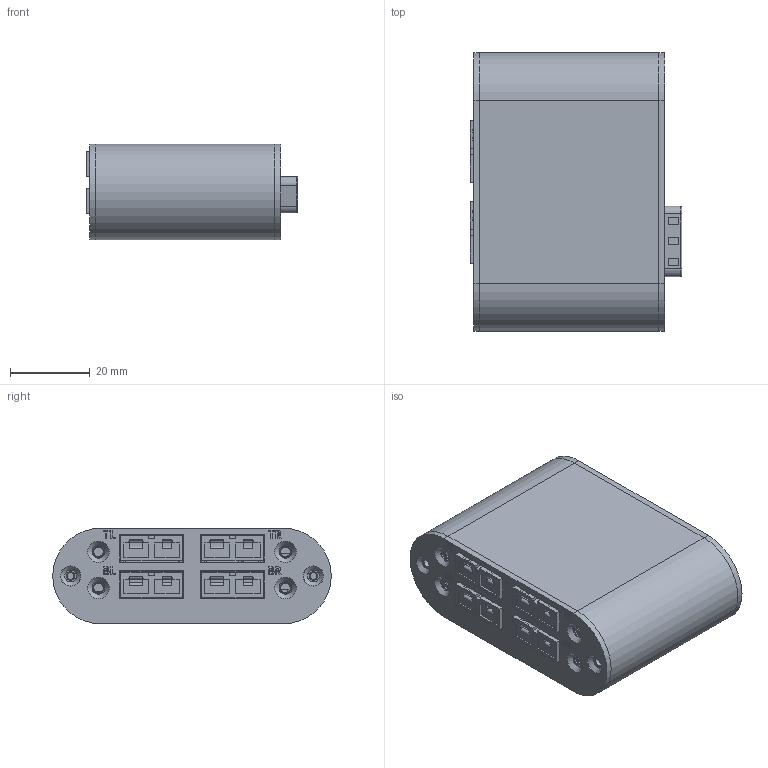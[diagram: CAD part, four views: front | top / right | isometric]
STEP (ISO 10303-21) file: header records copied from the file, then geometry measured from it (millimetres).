
FILE_DESCRIPTION(/* description */ (''),/* implementation_level */ '2;1');
FILE_NAME(/* name */ 'thermocouple v31.step',/* time_stamp */ '2021-04-15T12:47:34+02:00',/* author */ (''),/* organization */ (''),/* preprocessor_version */ 'ST-DEVELOPER v18.1',/* originating_system */ 'Autodesk Translation Framework v10.6.0.1341',/* authorisation */ '');
FILE_SCHEMA (('AUTOMOTIVE_DESIGN { 1 0 10303 214 3 1 1 }'));
Products named in the file (21): thermocouple; module_enclosure; enclosure; front; end_plate_screw_CSPCSZ-ST-M2_5-8_203; base_pcb; base v2; PCB Component; M09_190-009-163R001; USB-MINI-SMD-HOLES; LED_APDA1806; SWITCH_SPDT_SSAJ120100; back_local; silkprint; thermocouple_panel; bottom; THERMOCOUPLE_PCC-SMP; CON_SREW; top; THERMOCOUPLE_PCC-SMP (1); CON_SREW (1)
Assembly tree (27 placements, depth 6):
  thermocouple
    module_enclosure
      enclosure
      front
        end_plate_screw_CSPCSZ-ST-M2_5-8_203  x2
      base_pcb
        base v2
          PCB Component
            M09_190-009-163R001
            USB-MINI-SMD-HOLES
            LED_APDA1806  x3
            SWITCH_SPDT_SSAJ120100
    back_local
      silkprint
    thermocouple_panel
      bottom
        THERMOCOUPLE_PCC-SMP  x2
        CON_SREW  x2
      top
        THERMOCOUPLE_PCC-SMP (1)  x2
        CON_SREW (1)  x2
Bounding box: 53.12 x 70 x 24 mm (x, y, z)
Volume: 24166.6 mm3; surface area: 33286.4 mm2
Topology: 55 solids, 59 shells, 3088 faces, 8251 edges, 5375 vertices
Faces by surface type: plane 2118, cylinder 589, bspline 293, torus 56, cone 30, sphere 2
Full cylindrical faces by diameter (mm): 0.5 x2, 0.61 x9, 1 x3, 1.397 x2, 2.1 x2, 2.261 x2, 2.5 x2, 2.856 x4, 3 x4, 3.048 x2, 3.1 x2, 3.2 x4, 5 x2, 5.1 x4
Entity records: 74378 total; most frequent: CARTESIAN_POINT 18683, ORIENTED_EDGE 11860, DIRECTION 10569, EDGE_CURVE 5930, LINE 4515, VECTOR 4515, VERTEX_POINT 3866, AXIS2_PLACEMENT_3D 3027
